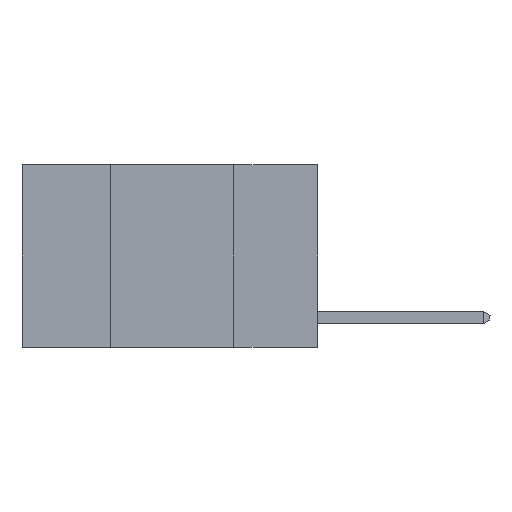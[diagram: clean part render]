
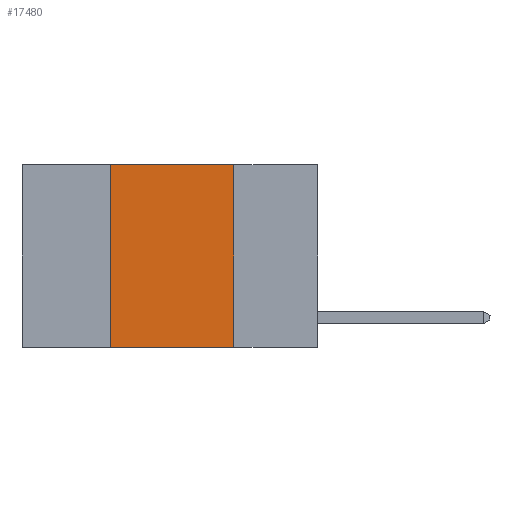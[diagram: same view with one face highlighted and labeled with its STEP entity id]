
A CAD part, left-side view. The second image highlights one B-rep face of the part: STEP entity #17480.
In plain terms, the highlighted planar face has unit normal (-1, 0, 0).
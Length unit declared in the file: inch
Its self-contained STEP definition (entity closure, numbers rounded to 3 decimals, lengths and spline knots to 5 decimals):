
#236 = FACE_OUTER_BOUND ( 'NONE', #4687, .T. ) ;
#559 = EDGE_CURVE ( 'NONE', #583, #10254, #14998, .T. ) ;
#583 = VERTEX_POINT ( 'NONE', #15080 ) ;
#1317 = CARTESIAN_POINT ( 'NONE',  ( 0., 0.6, -0.37 ) ) ;
#2103 = CARTESIAN_POINT ( 'NONE',  ( 0., 0.42, 0. ) ) ;
#2482 = CARTESIAN_POINT ( 'NONE',  ( 0., 0.42, 0. ) ) ;
#2889 = EDGE_CURVE ( 'NONE', #583, #16254, #14117, .T. ) ;
#3811 = CARTESIAN_POINT ( 'NONE',  ( 0., 0.17, 0. ) ) ;
#4056 = CARTESIAN_POINT ( 'NONE',  ( 0., 0.17, -0.37 ) ) ;
#4303 = EDGE_CURVE ( 'NONE', #12165, #10254, #19868, .T. ) ;
#4687 = EDGE_LOOP ( 'NONE', ( #11809, #15265, #18065, #13233 ) ) ;
#5283 = CARTESIAN_POINT ( 'NONE',  ( 0., 0.17, 0. ) ) ;
#6308 = DIRECTION ( 'NONE',  ( 1., 0., 0. ) ) ;
#7357 = DIRECTION ( 'NONE',  ( 0., -1., 0. ) ) ;
#8026 = CARTESIAN_POINT ( 'NONE',  ( 0., 0.6, 0. ) ) ;
#9837 = EDGE_CURVE ( 'NONE', #16254, #12165, #18922, .T. ) ;
#10254 = VERTEX_POINT ( 'NONE', #4056 ) ;
#10851 = CARTESIAN_POINT ( 'NONE',  ( 0., 0.6, 0. ) ) ;
#11251 = VECTOR ( 'NONE', #14857, 39.37008 ) ;
#11809 = ORIENTED_EDGE ( 'NONE', *, *, #4303, .F. ) ;
#11925 = VECTOR ( 'NONE', #12002, 39.37008 ) ;
#12002 = DIRECTION ( 'NONE',  ( 0., 0., 1. ) ) ;
#12165 = VERTEX_POINT ( 'NONE', #5283 ) ;
#13233 = ORIENTED_EDGE ( 'NONE', *, *, #559, .T. ) ;
#14117 = LINE ( 'NONE', #2103, #11925 ) ;
#14748 = VECTOR ( 'NONE', #15575, 39.37008 ) ;
#14857 = DIRECTION ( 'NONE',  ( 0., 0., -1. ) ) ;
#14998 = LINE ( 'NONE', #1317, #20392 ) ;
#15080 = CARTESIAN_POINT ( 'NONE',  ( 0., 0.42, -0.37 ) ) ;
#15265 = ORIENTED_EDGE ( 'NONE', *, *, #9837, .F. ) ;
#15575 = DIRECTION ( 'NONE',  ( 0., -1., 0. ) ) ;
#15727 = PLANE ( 'NONE',  #18443 ) ;
#16254 = VERTEX_POINT ( 'NONE', #2482 ) ;
#17480 = ADVANCED_FACE ( 'NONE', ( #236 ), #15727, .F. ) ;
#18065 = ORIENTED_EDGE ( 'NONE', *, *, #2889, .F. ) ;
#18443 = AXIS2_PLACEMENT_3D ( 'NONE', #8026, #6308, #19054 ) ;
#18922 = LINE ( 'NONE', #10851, #14748 ) ;
#19054 = DIRECTION ( 'NONE',  ( 0., 0., -1. ) ) ;
#19868 = LINE ( 'NONE', #3811, #11251 ) ;
#20392 = VECTOR ( 'NONE', #7357, 39.37008 ) ;
